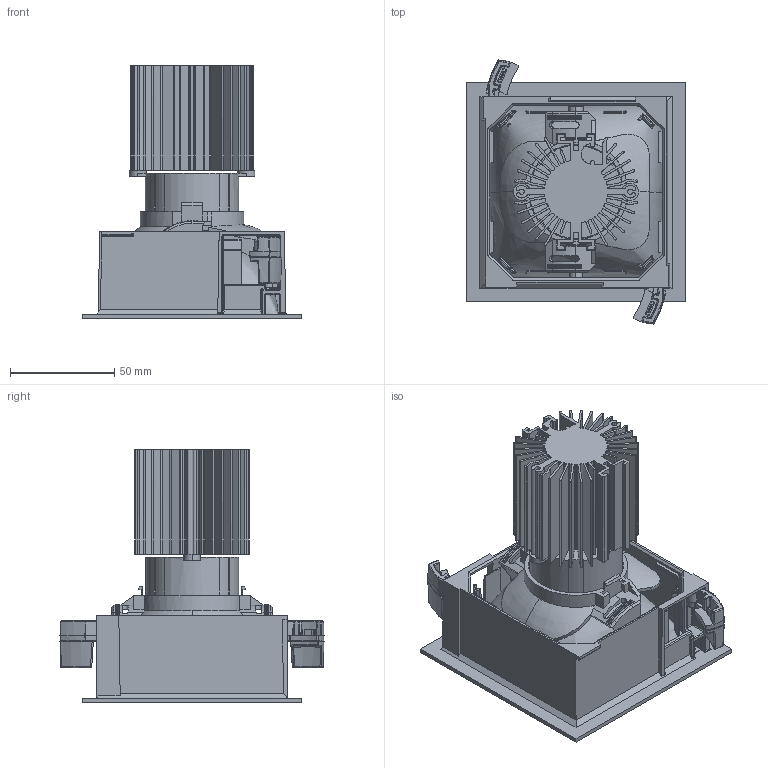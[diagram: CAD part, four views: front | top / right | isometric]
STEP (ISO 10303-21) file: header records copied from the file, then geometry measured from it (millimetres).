
FILE_DESCRIPTION(/* description */ (''),/* implementation_level */ '2;1');
FILE_NAME(/* name */ 'M2582X5_EVERYTHING 105 SQUARE ADJ',/* time_stamp */ '2018-03-06T11:55:25+01:00',/* author */ (''),/* organization */ (''),/* preprocessor_version */ 'ST-DEVELOPER v15',/* originating_system */ '',/* authorisation */ '');
FILE_SCHEMA (('CONFIG_CONTROL_DESIGN'));
Products named in the file (1): Document
Bounding box: 105.07 x 126.39 x 121 mm (x, y, z)
Volume: 51363 mm3; surface area: 144106.3 mm2
Topology: 6 solids, 10 shells, 1527 faces, 4047 edges, 2469 vertices
Faces by surface type: bspline 856, plane 671
Entity records: 148761 total; most frequent: CARTESIAN_POINT 125313, ORIENTED_EDGE 7883, EDGE_CURVE 3963, VERTEX_POINT 2476, B_SPLINE_CURVE_WITH_KNOTS 2244, EDGE_LOOP 1606, ADVANCED_FACE 1526, FACE_OUTER_BOUND 1526
